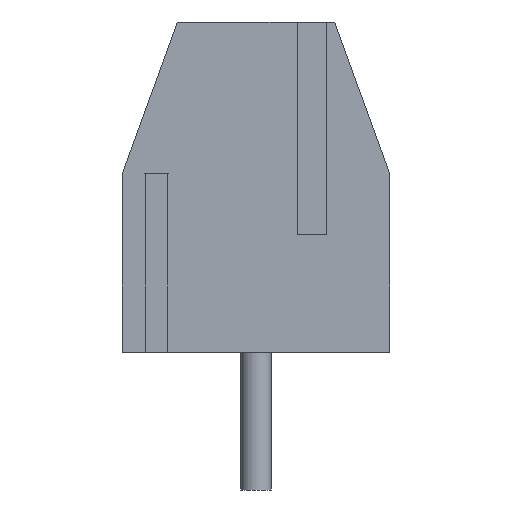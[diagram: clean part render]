
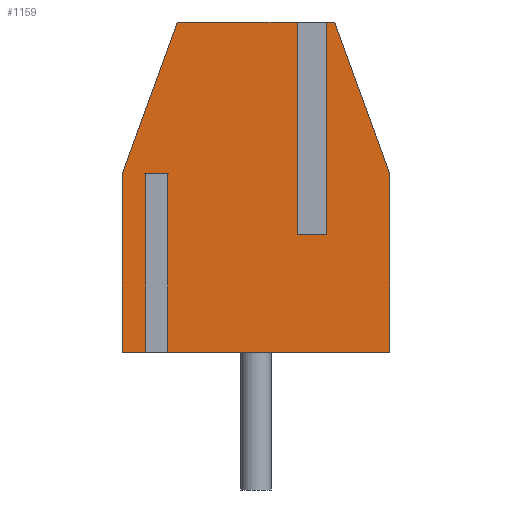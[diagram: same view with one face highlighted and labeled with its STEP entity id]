
A CAD part, left-side view. The second image highlights one B-rep face of the part: STEP entity #1159.
In plain terms, the highlighted planar face has unit normal (-1, 0, 0).
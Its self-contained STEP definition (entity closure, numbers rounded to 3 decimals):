
#1075=AXIS2_PLACEMENT_3D('Plane Axis2P3D',#1072,#1073,#1074) ;
#40=CARTESIAN_POINT('Vertex',(0.45,6.8,3.5)) ;
#112=CARTESIAN_POINT('Vertex',(0.45,0.,3.5)) ;
#115=CARTESIAN_POINT('Line Origine',(0.45,2.825,3.5)) ;
#119=CARTESIAN_POINT('Vertex',(0.45,5.65,3.5)) ;
#168=CARTESIAN_POINT('Vertex',(0.45,6.2,3.5)) ;
#171=CARTESIAN_POINT('Line Origine',(0.45,6.5,3.5)) ;
#212=CARTESIAN_POINT('Line Origine',(0.45,6.8,5.775)) ;
#216=CARTESIAN_POINT('Vertex',(0.45,6.8,8.05)) ;
#512=CARTESIAN_POINT('Vertex',(0.45,0.,8.05)) ;
#515=CARTESIAN_POINT('Line Origine',(0.45,0.,5.775)) ;
#1072=CARTESIAN_POINT('Axis2P3D Location',(0.45,0.,0.)) ;
#1077=CARTESIAN_POINT('Line Origine',(0.45,0.7,9.975)) ;
#1081=CARTESIAN_POINT('Vertex',(0.45,1.4,11.9)) ;
#1084=CARTESIAN_POINT('Line Origine',(0.45,1.55,11.9)) ;
#1088=CARTESIAN_POINT('Vertex',(0.45,1.7,11.9)) ;
#1091=CARTESIAN_POINT('Line Origine',(0.45,1.7,9.2)) ;
#1095=CARTESIAN_POINT('Vertex',(0.45,1.7,6.5)) ;
#1098=CARTESIAN_POINT('Line Origine',(0.45,1.975,6.5)) ;
#1102=CARTESIAN_POINT('Vertex',(0.45,2.25,6.5)) ;
#1105=CARTESIAN_POINT('Line Origine',(0.45,2.25,9.2)) ;
#1109=CARTESIAN_POINT('Vertex',(0.45,2.25,11.9)) ;
#1112=CARTESIAN_POINT('Line Origine',(0.45,3.825,11.9)) ;
#1116=CARTESIAN_POINT('Vertex',(0.45,5.4,11.9)) ;
#1119=CARTESIAN_POINT('Line Origine',(0.45,6.1,9.975)) ;
#1124=CARTESIAN_POINT('Line Origine',(0.45,6.2,5.775)) ;
#1128=CARTESIAN_POINT('Vertex',(0.45,6.2,8.05)) ;
#1131=CARTESIAN_POINT('Line Origine',(0.45,5.925,8.05)) ;
#1135=CARTESIAN_POINT('Vertex',(0.45,5.65,8.05)) ;
#1138=CARTESIAN_POINT('Line Origine',(0.45,5.65,5.775)) ;
#116=DIRECTION('Vector Direction',(0.,1.,0.)) ;
#172=DIRECTION('Vector Direction',(0.,1.,0.)) ;
#213=DIRECTION('Vector Direction',(0.,0.,1.)) ;
#516=DIRECTION('Vector Direction',(0.,0.,-1.)) ;
#1073=DIRECTION('Axis2P3D Direction',(-1.,0.,0.)) ;
#1074=DIRECTION('Axis2P3D XDirection',(0.,0.,1.)) ;
#1078=DIRECTION('Vector Direction',(0.,-0.342,-0.94)) ;
#1085=DIRECTION('Vector Direction',(0.,-1.,0.)) ;
#1092=DIRECTION('Vector Direction',(0.,0.,1.)) ;
#1099=DIRECTION('Vector Direction',(0.,1.,0.)) ;
#1106=DIRECTION('Vector Direction',(0.,0.,1.)) ;
#1113=DIRECTION('Vector Direction',(0.,-1.,0.)) ;
#1120=DIRECTION('Vector Direction',(0.,-0.342,0.94)) ;
#1125=DIRECTION('Vector Direction',(0.,0.,1.)) ;
#1132=DIRECTION('Vector Direction',(0.,1.,0.)) ;
#1139=DIRECTION('Vector Direction',(0.,0.,1.)) ;
#117=VECTOR('Line Direction',#116,1.) ;
#173=VECTOR('Line Direction',#172,1.) ;
#214=VECTOR('Line Direction',#213,1.) ;
#517=VECTOR('Line Direction',#516,1.) ;
#1079=VECTOR('Line Direction',#1078,1.) ;
#1086=VECTOR('Line Direction',#1085,1.) ;
#1093=VECTOR('Line Direction',#1092,1.) ;
#1100=VECTOR('Line Direction',#1099,1.) ;
#1107=VECTOR('Line Direction',#1106,1.) ;
#1114=VECTOR('Line Direction',#1113,1.) ;
#1121=VECTOR('Line Direction',#1120,1.) ;
#1126=VECTOR('Line Direction',#1125,1.) ;
#1133=VECTOR('Line Direction',#1132,1.) ;
#1140=VECTOR('Line Direction',#1139,1.) ;
#1144=ORIENTED_EDGE('',*,*,#121,.T.) ;
#1145=ORIENTED_EDGE('',*,*,#519,.T.) ;
#1146=ORIENTED_EDGE('',*,*,#1083,.T.) ;
#1147=ORIENTED_EDGE('',*,*,#1090,.T.) ;
#1148=ORIENTED_EDGE('',*,*,#1097,.F.) ;
#1149=ORIENTED_EDGE('',*,*,#1104,.T.) ;
#1150=ORIENTED_EDGE('',*,*,#1111,.T.) ;
#1151=ORIENTED_EDGE('',*,*,#1118,.T.) ;
#1152=ORIENTED_EDGE('',*,*,#1123,.T.) ;
#1153=ORIENTED_EDGE('',*,*,#218,.T.) ;
#1154=ORIENTED_EDGE('',*,*,#175,.T.) ;
#1155=ORIENTED_EDGE('',*,*,#1130,.T.) ;
#1156=ORIENTED_EDGE('',*,*,#1137,.T.) ;
#1157=ORIENTED_EDGE('',*,*,#1142,.F.) ;
#1159=ADVANCED_FACE('HOUSING',(#1158),#1076,.T.) ;
#121=EDGE_CURVE('',#120,#113,#118,.F.) ;
#175=EDGE_CURVE('',#41,#169,#174,.F.) ;
#218=EDGE_CURVE('',#217,#41,#215,.F.) ;
#519=EDGE_CURVE('',#113,#513,#518,.F.) ;
#1083=EDGE_CURVE('',#513,#1082,#1080,.F.) ;
#1090=EDGE_CURVE('',#1082,#1089,#1087,.F.) ;
#1097=EDGE_CURVE('',#1096,#1089,#1094,.T.) ;
#1104=EDGE_CURVE('',#1096,#1103,#1101,.T.) ;
#1111=EDGE_CURVE('',#1103,#1110,#1108,.T.) ;
#1118=EDGE_CURVE('',#1110,#1117,#1115,.F.) ;
#1123=EDGE_CURVE('',#1117,#217,#1122,.F.) ;
#1130=EDGE_CURVE('',#169,#1129,#1127,.T.) ;
#1137=EDGE_CURVE('',#1129,#1136,#1134,.F.) ;
#1142=EDGE_CURVE('',#120,#1136,#1141,.T.) ;
#1143=EDGE_LOOP('',(#1144,#1145,#1146,#1147,#1148,#1149,#1150,#1151,#1152,#1153,#1154,#1155,#1156,#1157)) ;
#1158=FACE_OUTER_BOUND('',#1143,.T.) ;
#118=LINE('Line',#115,#117) ;
#174=LINE('Line',#171,#173) ;
#215=LINE('Line',#212,#214) ;
#518=LINE('Line',#515,#517) ;
#1080=LINE('Line',#1077,#1079) ;
#1087=LINE('Line',#1084,#1086) ;
#1094=LINE('Line',#1091,#1093) ;
#1101=LINE('Line',#1098,#1100) ;
#1108=LINE('Line',#1105,#1107) ;
#1115=LINE('Line',#1112,#1114) ;
#1122=LINE('Line',#1119,#1121) ;
#1127=LINE('Line',#1124,#1126) ;
#1134=LINE('Line',#1131,#1133) ;
#1141=LINE('Line',#1138,#1140) ;
#1076=PLANE('',#1075) ;
#41=VERTEX_POINT('',#40) ;
#113=VERTEX_POINT('',#112) ;
#120=VERTEX_POINT('',#119) ;
#169=VERTEX_POINT('',#168) ;
#217=VERTEX_POINT('',#216) ;
#513=VERTEX_POINT('',#512) ;
#1082=VERTEX_POINT('',#1081) ;
#1089=VERTEX_POINT('',#1088) ;
#1096=VERTEX_POINT('',#1095) ;
#1103=VERTEX_POINT('',#1102) ;
#1110=VERTEX_POINT('',#1109) ;
#1117=VERTEX_POINT('',#1116) ;
#1129=VERTEX_POINT('',#1128) ;
#1136=VERTEX_POINT('',#1135) ;
